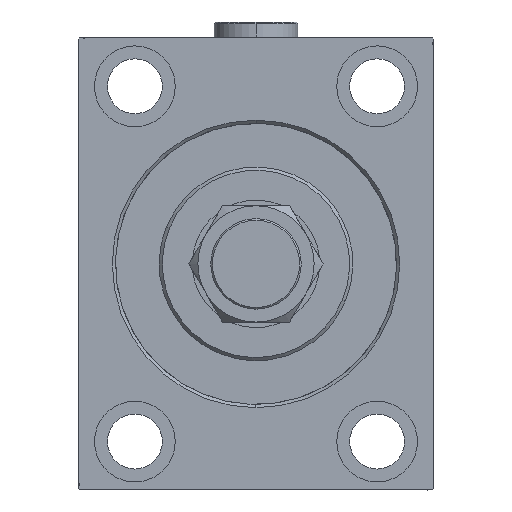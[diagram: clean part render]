
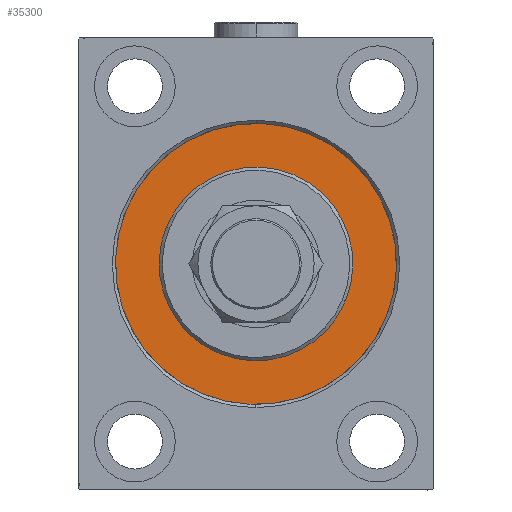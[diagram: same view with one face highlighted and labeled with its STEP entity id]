
A CAD part, left-side view. The second image highlights one B-rep face of the part: STEP entity #35300.
In plain terms, the highlighted face is planar.
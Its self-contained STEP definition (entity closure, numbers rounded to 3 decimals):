
#1083 = AXIS2_PLACEMENT_3D ( 'NONE', #18114, #36436, #40246 ) ;
#3540 = FACE_BOUND ( 'NONE', #35408, .T. ) ;
#3965 = CIRCLE ( 'NONE', #8516, 43.5 ) ;
#5848 = AXIS2_PLACEMENT_3D ( 'NONE', #39920, #18961, #40153 ) ;
#6275 = AXIS2_PLACEMENT_3D ( 'NONE', #42520, #31078, #23954 ) ;
#8035 = EDGE_CURVE ( 'NONE', #36750, #24155, #3965, .T. ) ;
#8422 = CARTESIAN_POINT ( 'NONE',  ( 0., 0., 30. ) ) ;
#8516 = AXIS2_PLACEMENT_3D ( 'NONE', #28411, #31502, #25075 ) ;
#18114 = CARTESIAN_POINT ( 'NONE',  ( 0., 0., 0. ) ) ;
#18494 = PLANE ( 'NONE',  #5848 ) ;
#18961 = DIRECTION ( 'NONE',  ( -1., 0., 0. ) ) ;
#19001 = EDGE_CURVE ( 'NONE', #45734, #30354, #36648, .T. ) ;
#21271 = AXIS2_PLACEMENT_3D ( 'NONE', #31721, #24590, #38873 ) ;
#21334 = ORIENTED_EDGE ( 'NONE', *, *, #43402, .F. ) ;
#22701 = EDGE_CURVE ( 'NONE', #30354, #45734, #37533, .T. ) ;
#23954 = DIRECTION ( 'NONE',  ( 0., 0., -1. ) ) ;
#24155 = VERTEX_POINT ( 'NONE', #27085 ) ;
#24590 = DIRECTION ( 'NONE',  ( -1., 0., 0. ) ) ;
#25075 = DIRECTION ( 'NONE',  ( 0., 0., 1. ) ) ;
#27085 = CARTESIAN_POINT ( 'NONE',  ( 0., 0., -43.5 ) ) ;
#28411 = CARTESIAN_POINT ( 'NONE',  ( 0., 0., 0. ) ) ;
#30354 = VERTEX_POINT ( 'NONE', #31117 ) ;
#31078 = DIRECTION ( 'NONE',  ( 1., 0., 0. ) ) ;
#31117 = CARTESIAN_POINT ( 'NONE',  ( 0., 0., -30. ) ) ;
#31502 = DIRECTION ( 'NONE',  ( -1., 0., 0. ) ) ;
#31721 = CARTESIAN_POINT ( 'NONE',  ( 0., 0., 0. ) ) ;
#33473 = FACE_OUTER_BOUND ( 'NONE', #34010, .T. ) ;
#34010 = EDGE_LOOP ( 'NONE', ( #21334, #36709 ) ) ;
#34182 = CIRCLE ( 'NONE', #21271, 43.5 ) ;
#35300 = ADVANCED_FACE ( 'NONE', ( #3540, #33473 ), #18494, .F. ) ;
#35408 = EDGE_LOOP ( 'NONE', ( #42312, #36433 ) ) ;
#36433 = ORIENTED_EDGE ( 'NONE', *, *, #22701, .F. ) ;
#36436 = DIRECTION ( 'NONE',  ( 1., 0., 0. ) ) ;
#36648 = CIRCLE ( 'NONE', #6275, 30. ) ;
#36709 = ORIENTED_EDGE ( 'NONE', *, *, #8035, .F. ) ;
#36750 = VERTEX_POINT ( 'NONE', #42269 ) ;
#37533 = CIRCLE ( 'NONE', #1083, 30. ) ;
#38873 = DIRECTION ( 'NONE',  ( 0., 0., 1. ) ) ;
#39920 = CARTESIAN_POINT ( 'NONE',  ( 0., 0., 0. ) ) ;
#40153 = DIRECTION ( 'NONE',  ( 0., 0., 1. ) ) ;
#40246 = DIRECTION ( 'NONE',  ( 0., 0., -1. ) ) ;
#42269 = CARTESIAN_POINT ( 'NONE',  ( 0., 0., 43.5 ) ) ;
#42312 = ORIENTED_EDGE ( 'NONE', *, *, #19001, .F. ) ;
#42520 = CARTESIAN_POINT ( 'NONE',  ( 0., 0., 0. ) ) ;
#43402 = EDGE_CURVE ( 'NONE', #24155, #36750, #34182, .T. ) ;
#45734 = VERTEX_POINT ( 'NONE', #8422 ) ;
